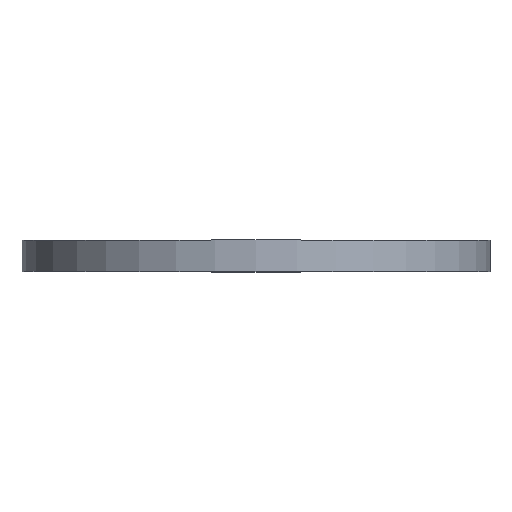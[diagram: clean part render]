
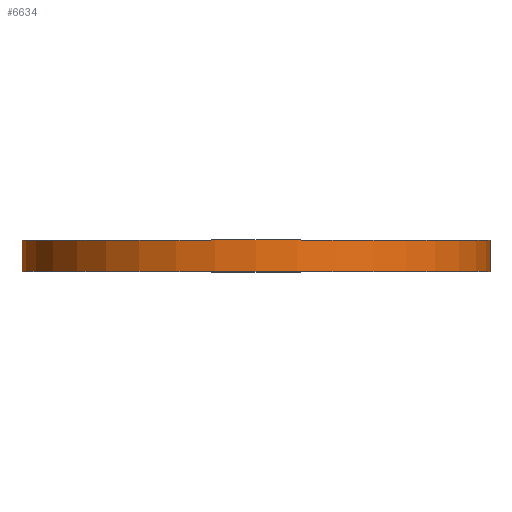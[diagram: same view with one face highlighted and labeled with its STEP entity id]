
A CAD part, top view. The second image highlights one B-rep face of the part: STEP entity #6634.
In plain terms, the highlighted cylindrical face has radius 60 mm (diameter 120 mm), a full revolution.
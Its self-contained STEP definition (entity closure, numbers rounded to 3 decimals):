
#316 = EDGE_CURVE ( 'NONE', #645, #645, #3068, .T. ) ;
#645 = VERTEX_POINT ( 'NONE', #10896 ) ;
#1465 = FACE_OUTER_BOUND ( 'NONE', #6578, .T. ) ;
#2227 = EDGE_CURVE ( 'NONE', #12489, #12489, #5387, .T. ) ;
#2238 = ORIENTED_EDGE ( 'NONE', *, *, #2227, .F. ) ;
#2280 = CARTESIAN_POINT ( 'NONE',  ( 0., 8., 0. ) ) ;
#2513 = DIRECTION ( 'NONE',  ( 0., 0., 1. ) ) ;
#3068 = CIRCLE ( 'NONE', #8684, 60. ) ;
#3380 = CARTESIAN_POINT ( 'NONE',  ( 0., 8., 0. ) ) ;
#3729 = EDGE_LOOP ( 'NONE', ( #2238 ) ) ;
#4226 = DIRECTION ( 'NONE',  ( 0., 0., -1. ) ) ;
#5387 = CIRCLE ( 'NONE', #11396, 60. ) ;
#5512 = ORIENTED_EDGE ( 'NONE', *, *, #316, .T. ) ;
#6421 = AXIS2_PLACEMENT_3D ( 'NONE', #2280, #12073, #4226 ) ;
#6578 = EDGE_LOOP ( 'NONE', ( #5512 ) ) ;
#6634 = ADVANCED_FACE ( 'NONE', ( #8710, #1465 ), #8420, .T. ) ;
#7265 = DIRECTION ( 'NONE',  ( 0., 1., 0. ) ) ;
#8420 = CYLINDRICAL_SURFACE ( 'NONE', #6421, 60. ) ;
#8432 = DIRECTION ( 'NONE',  ( 0., 1., 0. ) ) ;
#8474 = CARTESIAN_POINT ( 'NONE',  ( 0., 0., 0. ) ) ;
#8684 = AXIS2_PLACEMENT_3D ( 'NONE', #8474, #8432, #2513 ) ;
#8710 = FACE_OUTER_BOUND ( 'NONE', #3729, .T. ) ;
#10804 = CARTESIAN_POINT ( 'NONE',  ( 0., 8., 60. ) ) ;
#10896 = CARTESIAN_POINT ( 'NONE',  ( 0., 0., 60. ) ) ;
#11200 = DIRECTION ( 'NONE',  ( 0., 0., 1. ) ) ;
#11396 = AXIS2_PLACEMENT_3D ( 'NONE', #3380, #7265, #11200 ) ;
#12073 = DIRECTION ( 'NONE',  ( 0., -1., 0. ) ) ;
#12489 = VERTEX_POINT ( 'NONE', #10804 ) ;
